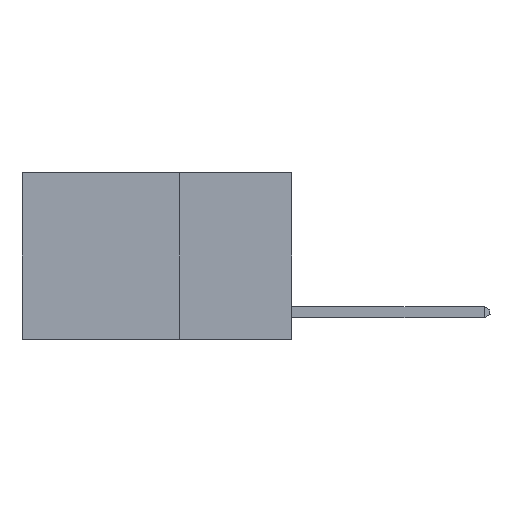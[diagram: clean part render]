
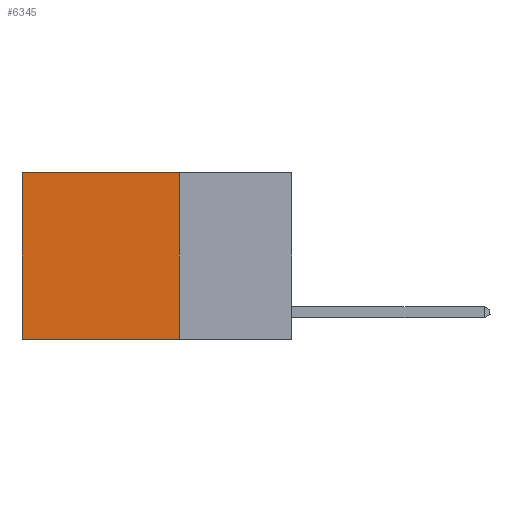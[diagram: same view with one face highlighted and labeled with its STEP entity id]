
A CAD part, left-side view. The second image highlights one B-rep face of the part: STEP entity #6345.
In plain terms, the highlighted planar face has unit normal (-1, 0, 0).
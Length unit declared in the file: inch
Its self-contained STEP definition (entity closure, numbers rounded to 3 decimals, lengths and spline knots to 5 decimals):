
#177 = EDGE_CURVE ( 'NONE', #15200, #4416, #3459, .T. ) ;
#1040 = EDGE_LOOP ( 'NONE', ( #6461, #17733, #1178, #11289 ) ) ;
#1178 = ORIENTED_EDGE ( 'NONE', *, *, #4366, .F. ) ;
#1580 = DIRECTION ( 'NONE',  ( 0., 0., -1. ) ) ;
#3459 = LINE ( 'NONE', #11343, #15777 ) ;
#3548 = CARTESIAN_POINT ( 'NONE',  ( 0.2625, 0.25, 0. ) ) ;
#3805 = CARTESIAN_POINT ( 'NONE',  ( 0.2625, 0.6, 0. ) ) ;
#4366 = EDGE_CURVE ( 'NONE', #20549, #15200, #7052, .T. ) ;
#4416 = VERTEX_POINT ( 'NONE', #10643 ) ;
#4810 = CARTESIAN_POINT ( 'NONE',  ( 0.2625, 0.6, 0. ) ) ;
#5241 = FACE_OUTER_BOUND ( 'NONE', #1040, .T. ) ;
#6345 = ADVANCED_FACE ( 'NONE', ( #5241 ), #15337, .F. ) ;
#6461 = ORIENTED_EDGE ( 'NONE', *, *, #16158, .T. ) ;
#6607 = AXIS2_PLACEMENT_3D ( 'NONE', #12080, #16992, #7321 ) ;
#7052 = LINE ( 'NONE', #12263, #9807 ) ;
#7321 = DIRECTION ( 'NONE',  ( 0., 0., -1. ) ) ;
#8631 = VECTOR ( 'NONE', #13141, 39.37008 ) ;
#9151 = VERTEX_POINT ( 'NONE', #3805 ) ;
#9807 = VECTOR ( 'NONE', #13872, 39.37008 ) ;
#10643 = CARTESIAN_POINT ( 'NONE',  ( 0.2625, 0.6, -0.37 ) ) ;
#11289 = ORIENTED_EDGE ( 'NONE', *, *, #15626, .T. ) ;
#11343 = CARTESIAN_POINT ( 'NONE',  ( 0.2625, 0.25, -0.37 ) ) ;
#12080 = CARTESIAN_POINT ( 'NONE',  ( 0.2625, 0.25, 0. ) ) ;
#12102 = CARTESIAN_POINT ( 'NONE',  ( 0.2625, 0.25, -0.37 ) ) ;
#12263 = CARTESIAN_POINT ( 'NONE',  ( 0.2625, 0.25, 0. ) ) ;
#13141 = DIRECTION ( 'NONE',  ( 0., 1., 0. ) ) ;
#13872 = DIRECTION ( 'NONE',  ( 0., 0., -1. ) ) ;
#15200 = VERTEX_POINT ( 'NONE', #12102 ) ;
#15337 = PLANE ( 'NONE',  #6607 ) ;
#15610 = CARTESIAN_POINT ( 'NONE',  ( 0.2625, 0.25, 0. ) ) ;
#15626 = EDGE_CURVE ( 'NONE', #20549, #9151, #16751, .T. ) ;
#15777 = VECTOR ( 'NONE', #16311, 39.37008 ) ;
#16158 = EDGE_CURVE ( 'NONE', #9151, #4416, #20543, .T. ) ;
#16311 = DIRECTION ( 'NONE',  ( 0., 1., 0. ) ) ;
#16751 = LINE ( 'NONE', #3548, #8631 ) ;
#16992 = DIRECTION ( 'NONE',  ( 1., 0., 0. ) ) ;
#17733 = ORIENTED_EDGE ( 'NONE', *, *, #177, .F. ) ;
#19513 = VECTOR ( 'NONE', #1580, 39.37008 ) ;
#20543 = LINE ( 'NONE', #4810, #19513 ) ;
#20549 = VERTEX_POINT ( 'NONE', #15610 ) ;
